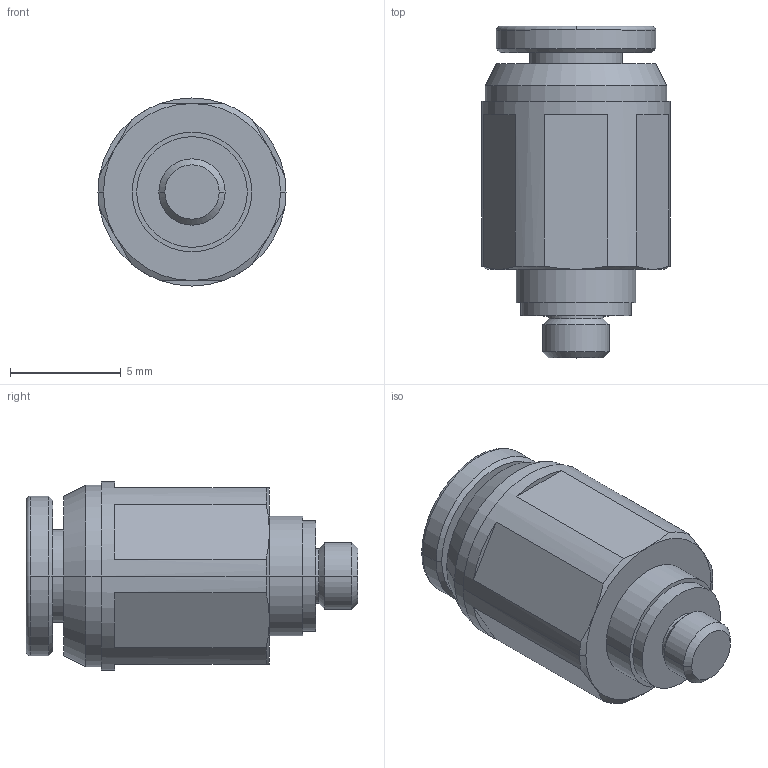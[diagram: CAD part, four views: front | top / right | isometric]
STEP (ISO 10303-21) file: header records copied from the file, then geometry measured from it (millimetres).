
FILE_DESCRIPTION(('STEP AP214'),'1');
FILE_NAME('3101_03_09.stp','2016-07-07T15:00:07',('TraceParts'),('TraceParts S.A.'),'Spatial InterOp 3D',' ',' ');
FILE_SCHEMA(('automotive_design'));
Length unit declared in the file: millimetre
Products named in the file (1): 1
Bounding box: 8.5 x 15 x 8.5 mm (x, y, z)
Volume: 537.6 mm3; surface area: 577 mm2
Topology: 1 solids, 1 shells, 57 faces, 127 edges, 79 vertices
Faces by surface type: plane 21, cylinder 18, cone 16, torus 2
Entity records: 1621 total; most frequent: CARTESIAN_POINT 312, DIRECTION 300, ORIENTED_EDGE 254, AXIS2_PLACEMENT_3D 127, EDGE_CURVE 127, VERTEX_POINT 79, CIRCLE 69, EDGE_LOOP 64
